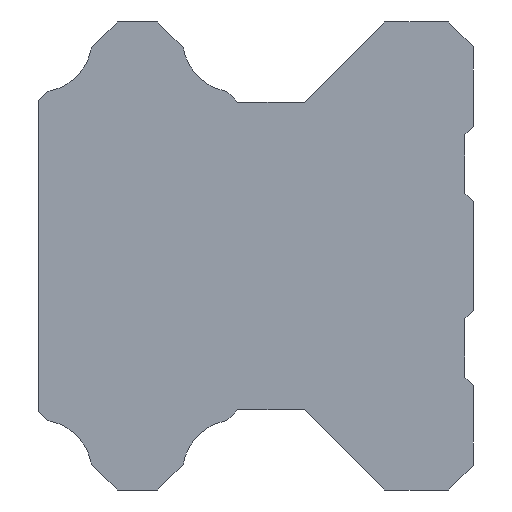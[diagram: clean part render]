
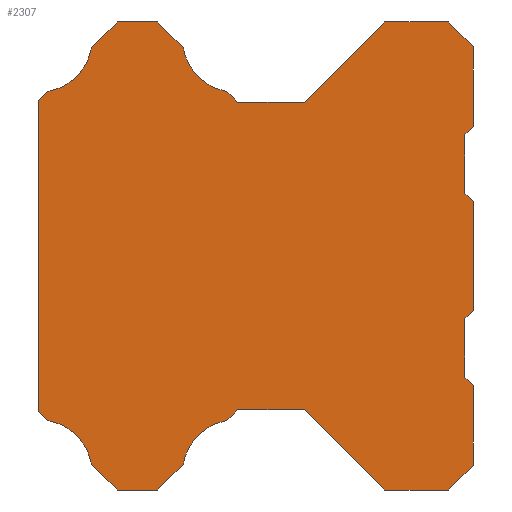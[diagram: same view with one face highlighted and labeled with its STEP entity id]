
A CAD part, left-side view. The second image highlights one B-rep face of the part: STEP entity #2307.
In plain terms, the highlighted planar face has unit normal (-1, 0, 0).
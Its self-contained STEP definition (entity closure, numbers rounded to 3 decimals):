
#111=LINE('',#3816,#283);
#159=LINE('',#3934,#331);
#166=LINE('',#3949,#338);
#167=LINE('',#3951,#339);
#168=LINE('',#3955,#340);
#169=LINE('',#3957,#341);
#170=LINE('',#3959,#342);
#171=LINE('',#3963,#343);
#172=LINE('',#3965,#344);
#173=LINE('',#3967,#345);
#174=LINE('',#3971,#346);
#175=LINE('',#3973,#347);
#176=LINE('',#3975,#348);
#177=LINE('',#3977,#349);
#178=LINE('',#3979,#350);
#179=LINE('',#3981,#351);
#180=LINE('',#3982,#352);
#181=LINE('',#3984,#353);
#182=LINE('',#3986,#354);
#183=LINE('',#3987,#355);
#184=LINE('',#3989,#356);
#185=LINE('',#3991,#357);
#186=LINE('',#3993,#358);
#187=LINE('',#3995,#359);
#188=LINE('',#3997,#360);
#189=LINE('',#3999,#361);
#190=LINE('',#4001,#362);
#191=LINE('',#4004,#363);
#283=VECTOR('',#3092,10.);
#331=VECTOR('',#3248,10.);
#338=VECTOR('',#3263,10.);
#339=VECTOR('',#3264,10.);
#340=VECTOR('',#3267,10.);
#341=VECTOR('',#3268,10.);
#342=VECTOR('',#3269,10.);
#343=VECTOR('',#3272,10.);
#344=VECTOR('',#3273,10.);
#345=VECTOR('',#3274,10.);
#346=VECTOR('',#3277,10.);
#347=VECTOR('',#3278,10.);
#348=VECTOR('',#3279,10.);
#349=VECTOR('',#3280,10.);
#350=VECTOR('',#3281,10.);
#351=VECTOR('',#3282,10.);
#352=VECTOR('',#3283,10.);
#353=VECTOR('',#3284,10.);
#354=VECTOR('',#3285,10.);
#355=VECTOR('',#3286,10.);
#356=VECTOR('',#3287,10.);
#357=VECTOR('',#3288,10.);
#358=VECTOR('',#3289,10.);
#359=VECTOR('',#3290,10.);
#360=VECTOR('',#3291,10.);
#361=VECTOR('',#3292,10.);
#362=VECTOR('',#3293,10.);
#363=VECTOR('',#3296,10.);
#561=FACE_OUTER_BOUND('',#693,.T.);
#693=EDGE_LOOP('',(#1936,#1937,#1938,#1939,#1940,#1941,#1942,#1943,#1944,
#1945,#1946,#1947,#1948,#1949,#1950,#1951,#1952,#1953,#1954,#1955,#1956,
#1957,#1958,#1959,#1960,#1961,#1962,#1963,#1964,#1965,#1966,#1967));
#851=CIRCLE('',#2617,3.2);
#852=CIRCLE('',#2618,3.2);
#853=CIRCLE('',#2619,3.2);
#854=CIRCLE('',#2620,3.2);
#1017=VERTEX_POINT('',#3813);
#1018=VERTEX_POINT('',#3815);
#1033=VERTEX_POINT('',#3931);
#1034=VERTEX_POINT('',#3933);
#1037=VERTEX_POINT('',#3947);
#1038=VERTEX_POINT('',#3948);
#1039=VERTEX_POINT('',#3950);
#1040=VERTEX_POINT('',#3952);
#1041=VERTEX_POINT('',#3954);
#1042=VERTEX_POINT('',#3956);
#1043=VERTEX_POINT('',#3958);
#1044=VERTEX_POINT('',#3960);
#1045=VERTEX_POINT('',#3962);
#1046=VERTEX_POINT('',#3964);
#1047=VERTEX_POINT('',#3966);
#1048=VERTEX_POINT('',#3968);
#1049=VERTEX_POINT('',#3970);
#1050=VERTEX_POINT('',#3972);
#1051=VERTEX_POINT('',#3974);
#1052=VERTEX_POINT('',#3976);
#1053=VERTEX_POINT('',#3978);
#1054=VERTEX_POINT('',#3980);
#1055=VERTEX_POINT('',#3983);
#1056=VERTEX_POINT('',#3985);
#1057=VERTEX_POINT('',#3988);
#1058=VERTEX_POINT('',#3990);
#1059=VERTEX_POINT('',#3992);
#1060=VERTEX_POINT('',#3994);
#1061=VERTEX_POINT('',#3996);
#1062=VERTEX_POINT('',#3998);
#1063=VERTEX_POINT('',#4000);
#1064=VERTEX_POINT('',#4002);
#1288=EDGE_CURVE('',#1018,#1017,#111,.T.);
#1347=EDGE_CURVE('',#1034,#1033,#159,.T.);
#1354=EDGE_CURVE('',#1037,#1038,#166,.T.);
#1355=EDGE_CURVE('',#1038,#1039,#167,.T.);
#1356=EDGE_CURVE('',#1039,#1040,#851,.T.);
#1357=EDGE_CURVE('',#1040,#1041,#168,.T.);
#1358=EDGE_CURVE('',#1041,#1042,#169,.T.);
#1359=EDGE_CURVE('',#1042,#1043,#170,.T.);
#1360=EDGE_CURVE('',#1043,#1044,#852,.T.);
#1361=EDGE_CURVE('',#1044,#1045,#171,.T.);
#1362=EDGE_CURVE('',#1045,#1046,#172,.T.);
#1363=EDGE_CURVE('',#1046,#1047,#173,.T.);
#1364=EDGE_CURVE('',#1047,#1048,#853,.T.);
#1365=EDGE_CURVE('',#1048,#1049,#174,.T.);
#1366=EDGE_CURVE('',#1049,#1050,#175,.T.);
#1367=EDGE_CURVE('',#1050,#1051,#176,.T.);
#1368=EDGE_CURVE('',#1051,#1052,#177,.T.);
#1369=EDGE_CURVE('',#1052,#1053,#178,.T.);
#1370=EDGE_CURVE('',#1053,#1054,#179,.T.);
#1371=EDGE_CURVE('',#1054,#1018,#180,.T.);
#1372=EDGE_CURVE('',#1017,#1055,#181,.T.);
#1373=EDGE_CURVE('',#1055,#1056,#182,.T.);
#1374=EDGE_CURVE('',#1056,#1034,#183,.T.);
#1375=EDGE_CURVE('',#1033,#1057,#184,.T.);
#1376=EDGE_CURVE('',#1057,#1058,#185,.T.);
#1377=EDGE_CURVE('',#1058,#1059,#186,.T.);
#1378=EDGE_CURVE('',#1059,#1060,#187,.T.);
#1379=EDGE_CURVE('',#1060,#1061,#188,.T.);
#1380=EDGE_CURVE('',#1061,#1062,#189,.T.);
#1381=EDGE_CURVE('',#1062,#1063,#190,.T.);
#1382=EDGE_CURVE('',#1063,#1064,#854,.T.);
#1383=EDGE_CURVE('',#1064,#1037,#191,.T.);
#1936=ORIENTED_EDGE('',*,*,#1354,.T.);
#1937=ORIENTED_EDGE('',*,*,#1355,.T.);
#1938=ORIENTED_EDGE('',*,*,#1356,.T.);
#1939=ORIENTED_EDGE('',*,*,#1357,.T.);
#1940=ORIENTED_EDGE('',*,*,#1358,.T.);
#1941=ORIENTED_EDGE('',*,*,#1359,.T.);
#1942=ORIENTED_EDGE('',*,*,#1360,.T.);
#1943=ORIENTED_EDGE('',*,*,#1361,.T.);
#1944=ORIENTED_EDGE('',*,*,#1362,.T.);
#1945=ORIENTED_EDGE('',*,*,#1363,.T.);
#1946=ORIENTED_EDGE('',*,*,#1364,.T.);
#1947=ORIENTED_EDGE('',*,*,#1365,.T.);
#1948=ORIENTED_EDGE('',*,*,#1366,.T.);
#1949=ORIENTED_EDGE('',*,*,#1367,.T.);
#1950=ORIENTED_EDGE('',*,*,#1368,.T.);
#1951=ORIENTED_EDGE('',*,*,#1369,.T.);
#1952=ORIENTED_EDGE('',*,*,#1370,.T.);
#1953=ORIENTED_EDGE('',*,*,#1371,.T.);
#1954=ORIENTED_EDGE('',*,*,#1288,.T.);
#1955=ORIENTED_EDGE('',*,*,#1372,.T.);
#1956=ORIENTED_EDGE('',*,*,#1373,.T.);
#1957=ORIENTED_EDGE('',*,*,#1374,.T.);
#1958=ORIENTED_EDGE('',*,*,#1347,.T.);
#1959=ORIENTED_EDGE('',*,*,#1375,.T.);
#1960=ORIENTED_EDGE('',*,*,#1376,.T.);
#1961=ORIENTED_EDGE('',*,*,#1377,.T.);
#1962=ORIENTED_EDGE('',*,*,#1378,.T.);
#1963=ORIENTED_EDGE('',*,*,#1379,.T.);
#1964=ORIENTED_EDGE('',*,*,#1380,.T.);
#1965=ORIENTED_EDGE('',*,*,#1381,.T.);
#1966=ORIENTED_EDGE('',*,*,#1382,.T.);
#1967=ORIENTED_EDGE('',*,*,#1383,.T.);
#2193=PLANE('',#2616);
#2307=ADVANCED_FACE('',(#561),#2193,.F.);
#2616=AXIS2_PLACEMENT_3D('',#3946,#3261,#3262);
#2617=AXIS2_PLACEMENT_3D('',#3953,#3265,#3266);
#2618=AXIS2_PLACEMENT_3D('',#3961,#3270,#3271);
#2619=AXIS2_PLACEMENT_3D('',#3969,#3275,#3276);
#2620=AXIS2_PLACEMENT_3D('',#4003,#3294,#3295);
#3092=DIRECTION('',(0.,0.,1.));
#3248=DIRECTION('',(0.,0.,1.));
#3261=DIRECTION('center_axis',(1.,0.,0.));
#3262=DIRECTION('ref_axis',(0.,0.,-1.));
#3263=DIRECTION('',(0.,1.,0.));
#3264=DIRECTION('',(0.,0.707,-0.707));
#3265=DIRECTION('center_axis',(1.,0.,0.));
#3266=DIRECTION('ref_axis',(0.,0.985,0.171));
#3267=DIRECTION('',(0.,0.707,-0.707));
#3268=DIRECTION('',(0.,0.,-1.));
#3269=DIRECTION('',(0.,-0.707,-0.707));
#3270=DIRECTION('center_axis',(1.,0.,0.));
#3271=DIRECTION('ref_axis',(0.,0.171,-0.985));
#3272=DIRECTION('',(0.,-0.707,-0.707));
#3273=DIRECTION('',(0.,-1.,0.));
#3274=DIRECTION('',(0.,-0.707,0.707));
#3275=DIRECTION('center_axis',(1.,0.,0.));
#3276=DIRECTION('ref_axis',(0.,-0.985,-0.171));
#3277=DIRECTION('',(0.,-0.707,0.707));
#3278=DIRECTION('',(0.,-1.,0.));
#3279=DIRECTION('',(0.,-0.707,-0.707));
#3280=DIRECTION('',(0.,-1.,0.));
#3281=DIRECTION('',(0.,-0.707,0.707));
#3282=DIRECTION('',(0.,0.,1.));
#3283=DIRECTION('',(0.,0.707,0.707));
#3284=DIRECTION('',(0.,-0.707,0.707));
#3285=DIRECTION('',(0.,0.,1.));
#3286=DIRECTION('',(0.,0.707,0.707));
#3287=DIRECTION('',(0.,-0.707,0.707));
#3288=DIRECTION('',(0.,0.,1.));
#3289=DIRECTION('',(0.,0.707,0.707));
#3290=DIRECTION('',(0.,1.,0.));
#3291=DIRECTION('',(0.,0.707,-0.707));
#3292=DIRECTION('',(0.,1.,0.));
#3293=DIRECTION('',(0.,0.707,0.707));
#3294=DIRECTION('center_axis',(1.,0.,0.));
#3295=DIRECTION('ref_axis',(0.,-0.171,0.985));
#3296=DIRECTION('',(0.,0.707,0.707));
#3813=CARTESIAN_POINT('',(-550.,0.5,-3.75));
#3815=CARTESIAN_POINT('',(-550.,0.5,-7.25));
#3816=CARTESIAN_POINT('',(-550.,0.5,-3.75));
#3931=CARTESIAN_POINT('',(-550.,0.5,7.25));
#3933=CARTESIAN_POINT('',(-550.,0.5,3.75));
#3934=CARTESIAN_POINT('',(-550.,0.5,7.25));
#3946=CARTESIAN_POINT('Origin',(-550.,12.137,0.));
#3947=CARTESIAN_POINT('',(-550.,18.9,14.));
#3948=CARTESIAN_POINT('',(-550.,21.3,14.));
#3949=CARTESIAN_POINT('',(-550.,21.3,14.));
#3950=CARTESIAN_POINT('',(-550.,22.847,12.453));
#3951=CARTESIAN_POINT('',(-550.,22.847,12.453));
#3952=CARTESIAN_POINT('',(-550.,25.453,9.847));
#3953=CARTESIAN_POINT('Origin',(-550.,26.,13.));
#3954=CARTESIAN_POINT('',(-550.,26.,9.3));
#3955=CARTESIAN_POINT('',(-550.,26.,9.3));
#3956=CARTESIAN_POINT('',(-550.,26.,-9.3));
#3957=CARTESIAN_POINT('',(-550.,26.,-9.3));
#3958=CARTESIAN_POINT('',(-550.,25.453,-9.847));
#3959=CARTESIAN_POINT('',(-550.,25.453,-9.847));
#3960=CARTESIAN_POINT('',(-550.,22.847,-12.453));
#3961=CARTESIAN_POINT('Origin',(-550.,26.,-13.));
#3962=CARTESIAN_POINT('',(-550.,21.3,-14.));
#3963=CARTESIAN_POINT('',(-550.,21.3,-14.));
#3964=CARTESIAN_POINT('',(-550.,18.9,-14.));
#3965=CARTESIAN_POINT('',(-550.,18.9,-14.));
#3966=CARTESIAN_POINT('',(-550.,17.353,-12.453));
#3967=CARTESIAN_POINT('',(-550.,17.353,-12.453));
#3968=CARTESIAN_POINT('',(-550.,14.747,-9.847));
#3969=CARTESIAN_POINT('Origin',(-550.,14.2,-13.));
#3970=CARTESIAN_POINT('',(-550.,14.1,-9.2));
#3971=CARTESIAN_POINT('',(-550.,14.1,-9.2));
#3972=CARTESIAN_POINT('',(-550.,10.1,-9.2));
#3973=CARTESIAN_POINT('',(-550.,10.1,-9.2));
#3974=CARTESIAN_POINT('',(-550.,5.3,-14.));
#3975=CARTESIAN_POINT('',(-550.,5.3,-14.));
#3976=CARTESIAN_POINT('',(-550.,1.485,-14.));
#3977=CARTESIAN_POINT('',(-550.,1.485,-14.));
#3978=CARTESIAN_POINT('',(-550.,0.,-12.515));
#3979=CARTESIAN_POINT('',(-550.,0.,-12.515));
#3980=CARTESIAN_POINT('',(-550.,0.,-7.75));
#3981=CARTESIAN_POINT('',(-550.,0.,-7.75));
#3982=CARTESIAN_POINT('',(-550.,0.5,-7.25));
#3983=CARTESIAN_POINT('',(-550.,0.,-3.25));
#3984=CARTESIAN_POINT('',(-550.,0.,-3.25));
#3985=CARTESIAN_POINT('',(-550.,0.,3.25));
#3986=CARTESIAN_POINT('',(-550.,0.,3.25));
#3987=CARTESIAN_POINT('',(-550.,0.5,3.75));
#3988=CARTESIAN_POINT('',(-550.,0.,7.75));
#3989=CARTESIAN_POINT('',(-550.,0.,7.75));
#3990=CARTESIAN_POINT('',(-550.,0.,12.515));
#3991=CARTESIAN_POINT('',(-550.,0.,12.515));
#3992=CARTESIAN_POINT('',(-550.,1.485,14.));
#3993=CARTESIAN_POINT('',(-550.,1.485,14.));
#3994=CARTESIAN_POINT('',(-550.,5.3,14.));
#3995=CARTESIAN_POINT('',(-550.,5.3,14.));
#3996=CARTESIAN_POINT('',(-550.,10.1,9.2));
#3997=CARTESIAN_POINT('',(-550.,10.1,9.2));
#3998=CARTESIAN_POINT('',(-550.,14.1,9.2));
#3999=CARTESIAN_POINT('',(-550.,14.1,9.2));
#4000=CARTESIAN_POINT('',(-550.,14.747,9.847));
#4001=CARTESIAN_POINT('',(-550.,14.747,9.847));
#4002=CARTESIAN_POINT('',(-550.,17.353,12.453));
#4003=CARTESIAN_POINT('Origin',(-550.,14.2,13.));
#4004=CARTESIAN_POINT('',(-550.,18.9,14.));
